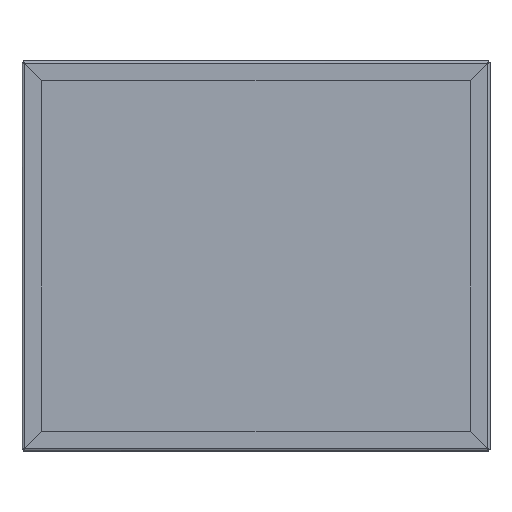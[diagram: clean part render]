
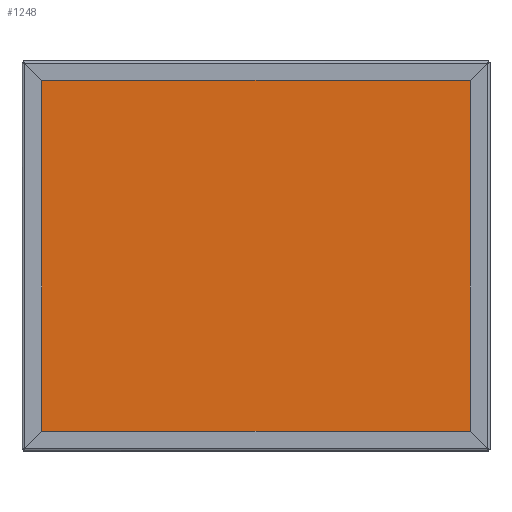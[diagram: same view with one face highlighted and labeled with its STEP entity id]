
A CAD part, top view. The second image highlights one B-rep face of the part: STEP entity #1248.
In plain terms, the highlighted planar face has unit normal (0, 0, 1).
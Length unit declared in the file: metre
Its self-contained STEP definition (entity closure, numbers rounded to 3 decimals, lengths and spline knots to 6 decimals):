
#194=ORIENTED_EDGE('',*,*,#507,.F.);
#195=ORIENTED_EDGE('',*,*,#487,.T.);
#196=ORIENTED_EDGE('',*,*,#508,.T.);
#197=ORIENTED_EDGE('',*,*,#509,.F.);
#487=EDGE_CURVE('',#652,#650,#757,.T.);
#507=EDGE_CURVE('',#652,#664,#771,.F.);
#508=EDGE_CURVE('',#650,#665,#772,.T.);
#509=EDGE_CURVE('',#664,#665,#773,.F.);
#650=VERTEX_POINT('',#1800);
#652=VERTEX_POINT('',#1806);
#664=VERTEX_POINT('',#2103);
#665=VERTEX_POINT('',#2105);
#757=LINE('',#1813,#873);
#771=LINE('',#2102,#887);
#772=LINE('',#2104,#888);
#773=LINE('',#2106,#889);
#873=VECTOR('',#1478,1.);
#887=VECTOR('',#1510,1.);
#888=VECTOR('',#1511,1.);
#889=VECTOR('',#1512,1.);
#990=EDGE_LOOP('',(#194,#195,#196,#197));
#1092=FACE_BOUND('',#990,.T.);
#1188=PLANE('',#1347);
#1248=ADVANCED_FACE('',(#1092),#1188,.T.);
#1347=AXIS2_PLACEMENT_3D('',#2101,#1508,#1509);
#1478=DIRECTION('',(1.,0.,0.));
#1508=DIRECTION('',(0.,0.,1.));
#1509=DIRECTION('',(1.,0.,0.));
#1510=DIRECTION('',(0.,-1.,0.));
#1511=DIRECTION('',(0.,1.,0.));
#1512=DIRECTION('',(-1.,0.,0.));
#1800=CARTESIAN_POINT('',(0.5955,0.0015,0.0015));
#1806=CARTESIAN_POINT('',(0.0015,0.0015,0.0015));
#1813=CARTESIAN_POINT('',(0.2985,0.0015,0.0015));
#2101=CARTESIAN_POINT('',(0.2985,0.2485,0.0015));
#2102=CARTESIAN_POINT('',(0.0015,0.2485,0.0015));
#2103=CARTESIAN_POINT('',(0.0015,0.4955,0.0015));
#2104=CARTESIAN_POINT('',(0.5955,0.2485,0.0015));
#2105=CARTESIAN_POINT('',(0.5955,0.4955,0.0015));
#2106=CARTESIAN_POINT('',(0.2985,0.4955,0.0015));
